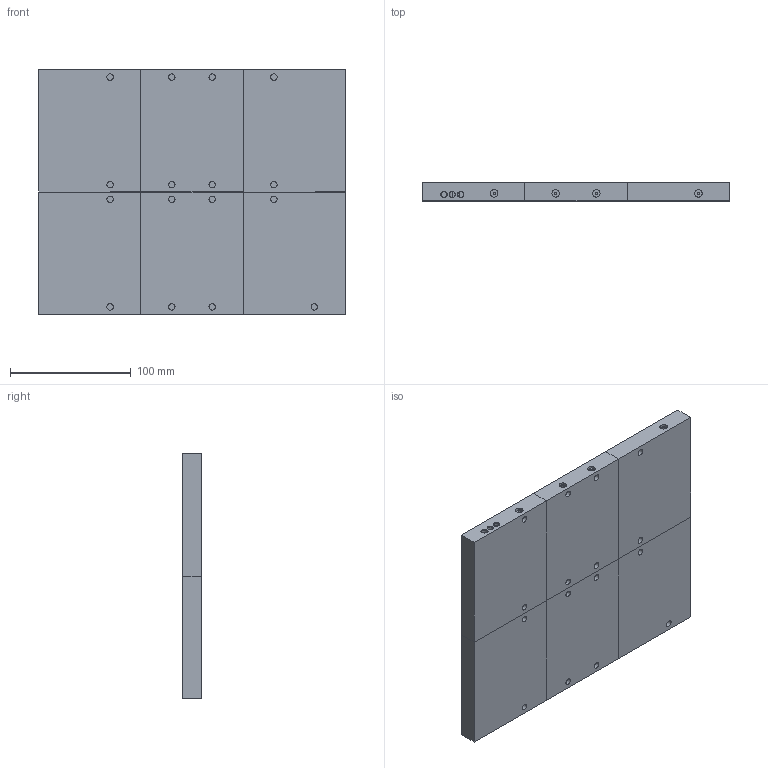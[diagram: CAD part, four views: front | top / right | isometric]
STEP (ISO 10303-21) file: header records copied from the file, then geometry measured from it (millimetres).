
FILE_DESCRIPTION(/* description */ (''),/* implementation_level */ '2;1');
FILE_NAME(/* name */ 'metaPixel-Boxes.step',/* time_stamp */ '2016-04-09T20:56:46+02:00',/* author */ (''),/* organization */ (''),/* preprocessor_version */ 'ST-DEVELOPER v16.2',/* originating_system */ 'Autodesk Translation Framework v4.3.0.3010',/* authorisation */ '');
FILE_SCHEMA (('AUTOMOTIVE_DESIGN { 1 0 10303 214 3 1 1 }'));
Length unit declared in the file: centimetre
Products named in the file (6): metaPixel-Boxes v28; Box BL; Box BR; Box TR; Box MC; Box TL
Assembly tree (6 placements, depth 2):
  metaPixel-Boxes v28
    Box BL
    Box MC  x2
    Box BR
    Box TR
    Box TL
Bounding box: 253.32 x 15 x 202.2 mm (x, y, z)
Volume: 151122.9 mm3; surface area: 185348.9 mm2
Topology: 6 solids, 6 shells, 975 faces, 2259 edges, 1506 vertices
Faces by surface type: plane 607, cylinder 368
Full cylindrical faces by diameter (mm): 1.8 x24, 4.2 x24, 4.9 x36, 5.2 x52, 5.9 x36, 5.918 x36, 6.2 x24
Entity records: 22040 total; most frequent: DIRECTION 3909, CARTESIAN_POINT 3693, ORIENTED_EDGE 3314, EDGE_CURVE 1657, AXIS2_PLACEMENT_3D 1446, VERTEX_POINT 1230, EDGE_LOOP 1211, LINE 1017
